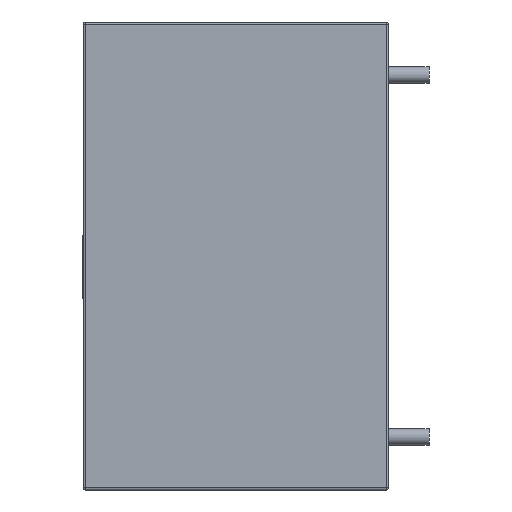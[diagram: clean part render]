
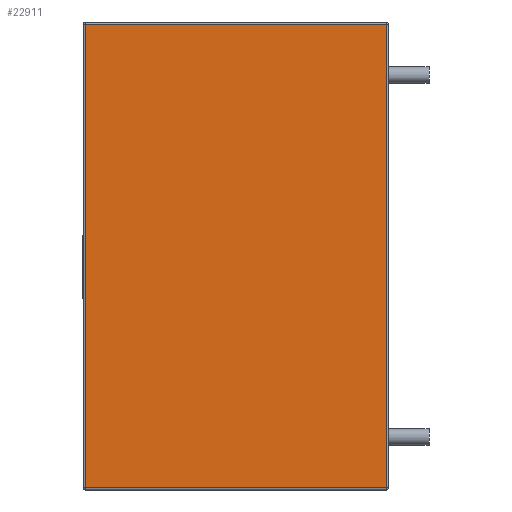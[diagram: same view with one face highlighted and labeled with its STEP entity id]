
A CAD part, left-side view. The second image highlights one B-rep face of the part: STEP entity #22911.
In plain terms, the highlighted planar face has unit normal (-1, 0, 0).
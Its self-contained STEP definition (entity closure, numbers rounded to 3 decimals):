
#21582 = CARTESIAN_POINT ( 'NONE',  ( 0., 14.9, -0.1 ) ) ;
#21622 = CARTESIAN_POINT ( 'NONE',  ( 0., 15., -0.1 ) ) ;
#21623 = LINE ( 'NONE', #21622, #21651 ) ;
#21628 = CARTESIAN_POINT ( 'NONE',  ( 0., 0.1, -0.1 ) ) ;
#21633 = CARTESIAN_POINT ( 'NONE',  ( 0., 0.1, -22.9 ) ) ;
#21634 = PLANE ( 'NONE',  #21692 ) ;
#21636 = DIRECTION ( 'NONE',  ( 0., 0., -1. ) ) ;
#21637 = VECTOR ( 'NONE', #21636, 1000. ) ;
#21638 = CARTESIAN_POINT ( 'NONE',  ( 0., 14.9, 0. ) ) ;
#21639 = LINE ( 'NONE', #21638, #21637 ) ;
#21643 = DIRECTION ( 'NONE',  ( 0., 0., 1. ) ) ;
#21644 = VECTOR ( 'NONE', #21643, 1000. ) ;
#21645 = CARTESIAN_POINT ( 'NONE',  ( 0., 0.1, 0. ) ) ;
#21646 = LINE ( 'NONE', #21645, #21644 ) ;
#21650 = DIRECTION ( 'NONE',  ( 0., 1., 0. ) ) ;
#21651 = VECTOR ( 'NONE', #21650, 1000. ) ;
#21678 = FACE_OUTER_BOUND ( 'NONE', #22915, .T. ) ;
#21692 = AXIS2_PLACEMENT_3D ( 'NONE', #21708, #21707, #21706 ) ;
#21702 = DIRECTION ( 'NONE',  ( 0., -1., 0. ) ) ;
#21703 = VECTOR ( 'NONE', #21702, 1000. ) ;
#21704 = CARTESIAN_POINT ( 'NONE',  ( 0., 15., -22.9 ) ) ;
#21705 = LINE ( 'NONE', #21704, #21703 ) ;
#21706 = DIRECTION ( 'NONE',  ( 0., 0., -1. ) ) ;
#21707 = DIRECTION ( 'NONE',  ( 1., 0., 0. ) ) ;
#21708 = CARTESIAN_POINT ( 'NONE',  ( 0., 15., 0. ) ) ;
#21709 = CARTESIAN_POINT ( 'NONE',  ( 0., 14.9, -22.9 ) ) ;
#22878 = ORIENTED_EDGE ( 'NONE', *, *, #22898, .T. ) ;
#22886 = VERTEX_POINT ( 'NONE', #21628 ) ;
#22889 = VERTEX_POINT ( 'NONE', #21582 ) ;
#22896 = ORIENTED_EDGE ( 'NONE', *, *, #22897, .T. ) ;
#22897 = EDGE_CURVE ( 'NONE', #22886, #22889, #21623, .T. ) ;
#22898 = EDGE_CURVE ( 'NONE', #22906, #22886, #21646, .T. ) ;
#22901 = ORIENTED_EDGE ( 'NONE', *, *, #22902, .T. ) ;
#22902 = EDGE_CURVE ( 'NONE', #22889, #22912, #21639, .T. ) ;
#22906 = VERTEX_POINT ( 'NONE', #21633 ) ;
#22911 = ADVANCED_FACE ( 'NONE', ( #21678 ), #21634, .F. ) ;
#22912 = VERTEX_POINT ( 'NONE', #21709 ) ;
#22913 = EDGE_CURVE ( 'NONE', #22912, #22906, #21705, .T. ) ;
#22914 = ORIENTED_EDGE ( 'NONE', *, *, #22913, .T. ) ;
#22915 = EDGE_LOOP ( 'NONE', ( #22914, #22878, #22896, #22901 ) ) ;
